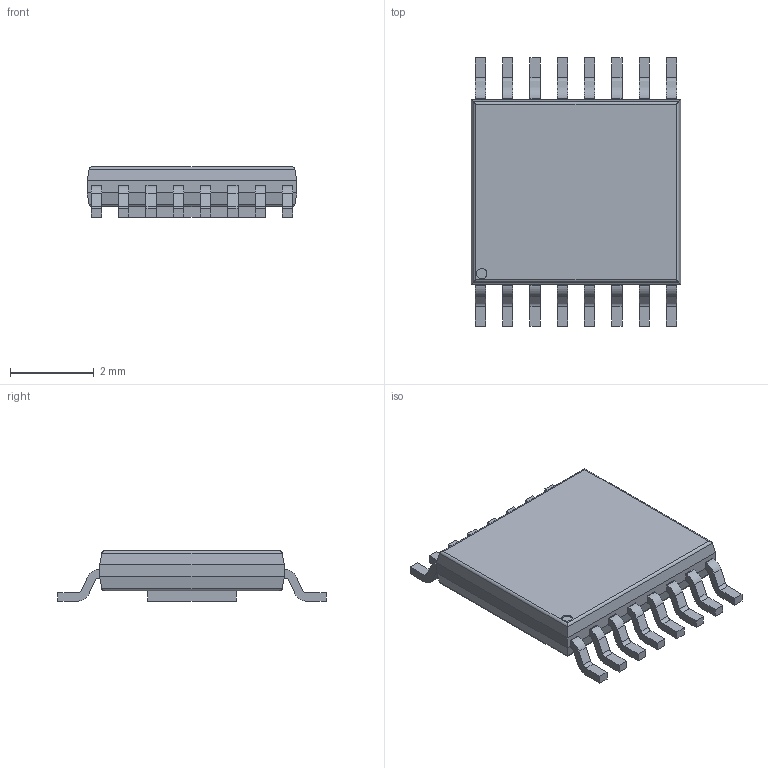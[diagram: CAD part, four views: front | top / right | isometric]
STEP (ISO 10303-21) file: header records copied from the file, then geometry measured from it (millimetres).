
FILE_DESCRIPTION(('FreeCAD Model'),'2;1');
FILE_NAME('SOP65P640X120-17.step', '2021-03-30T04:54:32',('kicad StepUp'),('ksu MCAD'), 'Open CASCADE STEP processor 7.3','FreeCAD','Unknown');
FILE_SCHEMA(('AUTOMOTIVE_DESIGN { 1 0 10303 214 1 1 1 1 }'));
Length unit declared in the file: millimetre
Products named in the file (1): SOP65P640X120-17
Bounding box: 5 x 6.4 x 1.2 mm (x, y, z)
Volume: 23.2 mm3; surface area: 94.9 mm2
Topology: 18 solids, 18 shells, 255 faces, 638 edges, 420 vertices
Faces by surface type: plane 181, cylinder 74
Entity records: 9321 total; most frequent: CARTESIAN_POINT 1338, ORIENTED_EDGE 1276, DIRECTION 1274, EDGE_CURVE 638, LINE 498, VECTOR 498, VERTEX_POINT 420, AXIS2_PLACEMENT_3D 388
